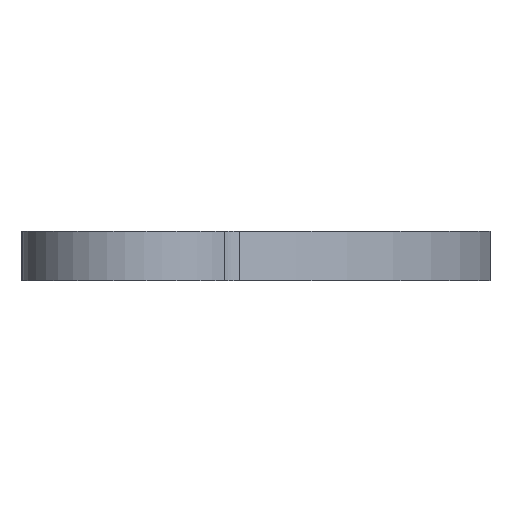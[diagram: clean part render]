
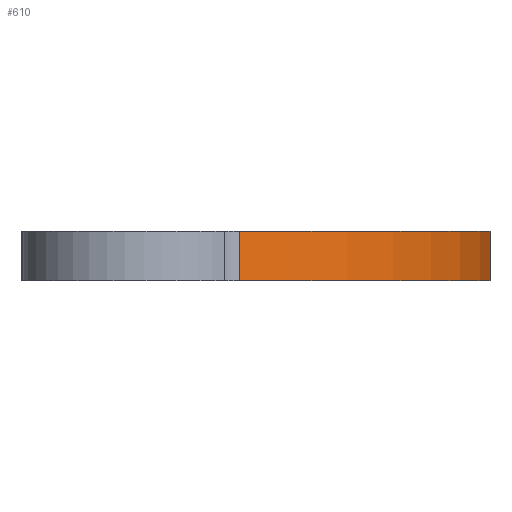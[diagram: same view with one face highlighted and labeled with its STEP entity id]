
A CAD part, front view. The second image highlights one B-rep face of the part: STEP entity #610.
In plain terms, the highlighted cylindrical face has radius 57.543 mm (diameter 115.087 mm), a partial arc.
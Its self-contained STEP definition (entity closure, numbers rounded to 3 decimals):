
#26 = ORIENTED_EDGE ( 'NONE', *, *, #920, .T. ) ;
#29 = DIRECTION ( 'NONE',  ( 0., 0., 1. ) ) ;
#34 = LINE ( 'NONE', #667, #433 ) ;
#38 = ORIENTED_EDGE ( 'NONE', *, *, #114, .T. ) ;
#59 = CYLINDRICAL_SURFACE ( 'NONE', #140, 57.543 ) ;
#86 = CARTESIAN_POINT ( 'NONE',  ( 0., -185., 8. ) ) ;
#114 = EDGE_CURVE ( 'NONE', #286, #708, #602, .T. ) ;
#140 = AXIS2_PLACEMENT_3D ( 'NONE', #355, #599, #844 ) ;
#177 = CARTESIAN_POINT ( 'NONE',  ( 16.775, -240.044, 8. ) ) ;
#266 = EDGE_LOOP ( 'NONE', ( #796, #26, #38, #677 ) ) ;
#286 = VERTEX_POINT ( 'NONE', #926 ) ;
#330 = DIRECTION ( 'NONE',  ( 0., 0., -1. ) ) ;
#350 = VERTEX_POINT ( 'NONE', #177 ) ;
#355 = CARTESIAN_POINT ( 'NONE',  ( 0., -185., 8. ) ) ;
#364 = EDGE_CURVE ( 'NONE', #708, #974, #494, .T. ) ;
#372 = EDGE_CURVE ( 'NONE', #350, #974, #945, .T. ) ;
#433 = VECTOR ( 'NONE', #330, 1000. ) ;
#490 = DIRECTION ( 'NONE',  ( 1., 0., 0. ) ) ;
#494 = LINE ( 'NONE', #805, #649 ) ;
#524 = AXIS2_PLACEMENT_3D ( 'NONE', #832, #29, #490 ) ;
#531 = FACE_OUTER_BOUND ( 'NONE', #266, .T. ) ;
#549 = DIRECTION ( 'NONE',  ( 0., 0., 1. ) ) ;
#599 = DIRECTION ( 'NONE',  ( 0., 0., -1. ) ) ;
#602 = CIRCLE ( 'NONE', #524, 57.543 ) ;
#610 = ADVANCED_FACE ( 'NONE', ( #531 ), #59, .T. ) ;
#649 = VECTOR ( 'NONE', #883, 1000. ) ;
#667 = CARTESIAN_POINT ( 'NONE',  ( 16.775, -240.044, 8. ) ) ;
#677 = ORIENTED_EDGE ( 'NONE', *, *, #364, .T. ) ;
#708 = VERTEX_POINT ( 'NONE', #860 ) ;
#796 = ORIENTED_EDGE ( 'NONE', *, *, #372, .F. ) ;
#805 = CARTESIAN_POINT ( 'NONE',  ( 16.101, -129.755, 8. ) ) ;
#832 = CARTESIAN_POINT ( 'NONE',  ( 0., -185., 0. ) ) ;
#835 = CARTESIAN_POINT ( 'NONE',  ( 16.101, -129.755, 8. ) ) ;
#844 = DIRECTION ( 'NONE',  ( -1., 0., 0. ) ) ;
#860 = CARTESIAN_POINT ( 'NONE',  ( 16.101, -129.755, 0. ) ) ;
#875 = DIRECTION ( 'NONE',  ( 1., 0., 0. ) ) ;
#883 = DIRECTION ( 'NONE',  ( 0., 0., 1. ) ) ;
#916 = AXIS2_PLACEMENT_3D ( 'NONE', #86, #549, #875 ) ;
#920 = EDGE_CURVE ( 'NONE', #350, #286, #34, .T. ) ;
#926 = CARTESIAN_POINT ( 'NONE',  ( 16.775, -240.044, 0. ) ) ;
#945 = CIRCLE ( 'NONE', #916, 57.543 ) ;
#974 = VERTEX_POINT ( 'NONE', #835 ) ;
